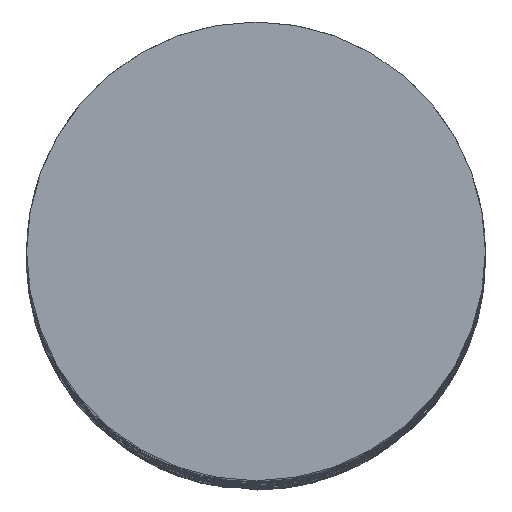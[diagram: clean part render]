
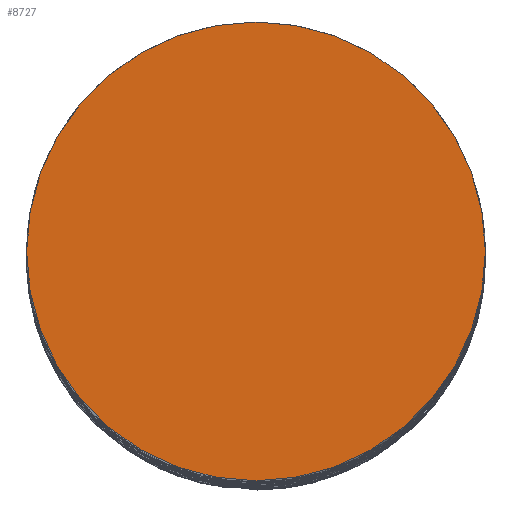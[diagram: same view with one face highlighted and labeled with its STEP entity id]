
A CAD part, top view. The second image highlights one B-rep face of the part: STEP entity #8727.
In plain terms, the highlighted planar face has unit normal (0, 0, 1).
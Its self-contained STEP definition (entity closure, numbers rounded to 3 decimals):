
#1095 = CYLINDRICAL_SURFACE('',#1096,65.5);
#1096 = AXIS2_PLACEMENT_3D('',#1097,#1098,#1099);
#1097 = CARTESIAN_POINT('',(0.,0.,1455.556));
#1098 = DIRECTION('',(-0.,-0.,-1.));
#1099 = DIRECTION('',(1.,0.,0.));
#6989 = VERTEX_POINT('',#6990);
#6990 = CARTESIAN_POINT('',(65.5,0.,1565.556));
#7011 = EDGE_CURVE('',#6989,#6989,#7012,.T.);
#7012 = SURFACE_CURVE('',#7013,(#7018,#7025),.PCURVE_S1.);
#7013 = CIRCLE('',#7014,65.5);
#7014 = AXIS2_PLACEMENT_3D('',#7015,#7016,#7017);
#7015 = CARTESIAN_POINT('',(0.,0.,1565.556));
#7016 = DIRECTION('',(0.,0.,1.));
#7017 = DIRECTION('',(1.,0.,0.));
#7018 = PCURVE('',#1095,#7019);
#7019 = DEFINITIONAL_REPRESENTATION('',(#7020),#7024);
#7020 = LINE('',#7021,#7022);
#7021 = CARTESIAN_POINT('',(-0.,-110.));
#7022 = VECTOR('',#7023,1.);
#7023 = DIRECTION('',(-1.,0.));
#7024 = ( GEOMETRIC_REPRESENTATION_CONTEXT(2) 
PARAMETRIC_REPRESENTATION_CONTEXT() REPRESENTATION_CONTEXT('2D SPACE',''
  ) );
#7025 = PCURVE('',#7026,#7031);
#7026 = PLANE('',#7027);
#7027 = AXIS2_PLACEMENT_3D('',#7028,#7029,#7030);
#7028 = CARTESIAN_POINT('',(0.,0.,
    1565.556));
#7029 = DIRECTION('',(0.,0.,1.));
#7030 = DIRECTION('',(1.,0.,-0.));
#7031 = DEFINITIONAL_REPRESENTATION('',(#7032),#7036);
#7032 = CIRCLE('',#7033,65.5);
#7033 = AXIS2_PLACEMENT_2D('',#7034,#7035);
#7034 = CARTESIAN_POINT('',(0.,0.));
#7035 = DIRECTION('',(1.,0.));
#7036 = ( GEOMETRIC_REPRESENTATION_CONTEXT(2) 
PARAMETRIC_REPRESENTATION_CONTEXT() REPRESENTATION_CONTEXT('2D SPACE',''
  ) );
#8727 = ADVANCED_FACE('',(#8728),#7026,.T.);
#8728 = FACE_BOUND('',#8729,.T.);
#8729 = EDGE_LOOP('',(#8730));
#8730 = ORIENTED_EDGE('',*,*,#7011,.T.);
